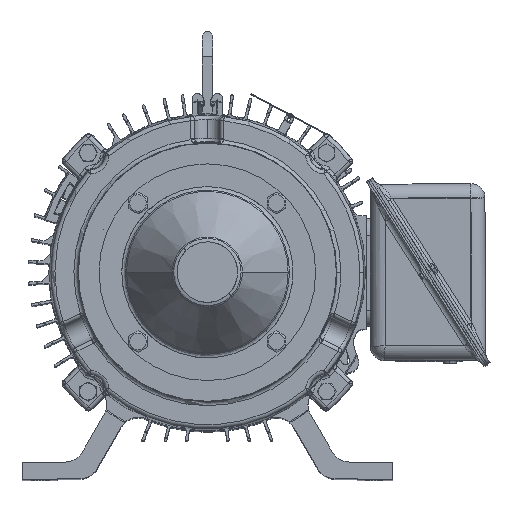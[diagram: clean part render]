
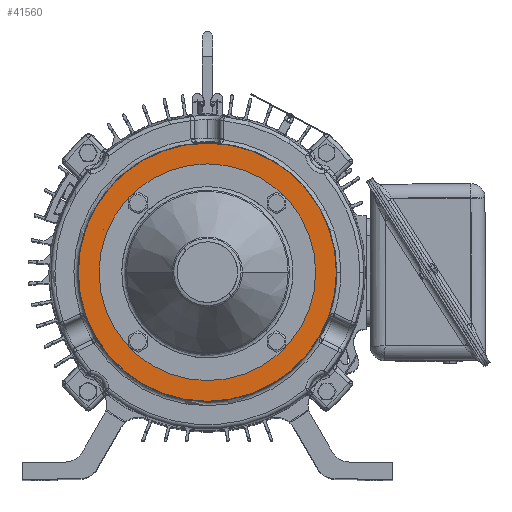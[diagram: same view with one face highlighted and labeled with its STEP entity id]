
A CAD part, top view. The second image highlights one B-rep face of the part: STEP entity #41560.
In plain terms, the highlighted planar face has unit normal (0, 0, 1).
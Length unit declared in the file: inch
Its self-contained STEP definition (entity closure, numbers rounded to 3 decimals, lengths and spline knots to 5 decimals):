
#405 = EDGE_CURVE ( 'NONE', #143445, #137758, #43673, .T. ) ;
#795 = VERTEX_POINT ( 'NONE', #76595 ) ;
#1098 = ORIENTED_EDGE ( 'NONE', *, *, #116431, .F. ) ;
#1332 = CIRCLE ( 'NONE', #40781, 0.156 ) ;
#2465 = EDGE_CURVE ( 'NONE', #137758, #143445, #25631, .T. ) ;
#7183 = CARTESIAN_POINT ( 'NONE',  ( -2.24925, 0., -1.7433 ) ) ;
#7688 = ORIENTED_EDGE ( 'NONE', *, *, #40243, .F. ) ;
#9032 = AXIS2_PLACEMENT_3D ( 'NONE', #92917, #74016, #137213 ) ;
#9589 = VERTEX_POINT ( 'NONE', #85167 ) ;
#10432 = VERTEX_POINT ( 'NONE', #89390 ) ;
#10808 = VERTEX_POINT ( 'NONE', #138166 ) ;
#12388 = DIRECTION ( 'NONE',  ( 0., 0., 1. ) ) ;
#13120 = CARTESIAN_POINT ( 'NONE',  ( -2.23313, -2.07713, -1.7433 ) ) ;
#15408 = CARTESIAN_POINT ( 'NONE',  ( 2.23313, -2.07713, -1.7433 ) ) ;
#17662 = VERTEX_POINT ( 'NONE', #137622 ) ;
#18670 = EDGE_CURVE ( 'NONE', #110406, #10808, #75049, .T. ) ;
#21087 = CARTESIAN_POINT ( 'NONE',  ( 2.07713, -2.07713, -1.7433 ) ) ;
#21142 = DIRECTION ( 'NONE',  ( 0., 0., 1. ) ) ;
#21555 = AXIS2_PLACEMENT_3D ( 'NONE', #120695, #21142, #96051 ) ;
#21947 = DIRECTION ( 'NONE',  ( 0., 0., 1. ) ) ;
#22350 = EDGE_CURVE ( 'NONE', #10432, #82236, #59186, .T. ) ;
#22998 = EDGE_LOOP ( 'NONE', ( #26655, #94880 ) ) ;
#25631 = CIRCLE ( 'NONE', #90603, 0.156 ) ;
#26408 = ORIENTED_EDGE ( 'NONE', *, *, #22350, .F. ) ;
#26655 = ORIENTED_EDGE ( 'NONE', *, *, #67210, .F. ) ;
#29628 = FACE_BOUND ( 'NONE', #76928, .T. ) ;
#31590 = DIRECTION ( 'NONE',  ( 0., 0., 1. ) ) ;
#34411 = AXIS2_PLACEMENT_3D ( 'NONE', #142300, #131415, #52248 ) ;
#36950 = CARTESIAN_POINT ( 'NONE',  ( 2.07713, 2.07713, -1.7433 ) ) ;
#38772 = EDGE_LOOP ( 'NONE', ( #113768, #130670 ) ) ;
#39839 = FACE_BOUND ( 'NONE', #22998, .T. ) ;
#40243 = EDGE_CURVE ( 'NONE', #106508, #795, #78528, .T. ) ;
#40781 = AXIS2_PLACEMENT_3D ( 'NONE', #135154, #12388, #57462 ) ;
#41405 = CARTESIAN_POINT ( 'NONE',  ( -2.23313, 2.07713, -1.7433 ) ) ;
#41560 = ADVANCED_FACE ( 'NONE', ( #29628, #139367, #129176, #39839, #103795, #84200 ), #128481, .F. ) ;
#43061 = DIRECTION ( 'NONE',  ( 1., 0., 0. ) ) ;
#43673 = CIRCLE ( 'NONE', #55189, 0.156 ) ;
#48746 = DIRECTION ( 'NONE',  ( 0., 0., 1. ) ) ;
#51167 = DIRECTION ( 'NONE',  ( 0., 0., -1. ) ) ;
#52185 = ORIENTED_EDGE ( 'NONE', *, *, #405, .F. ) ;
#52248 = DIRECTION ( 'NONE',  ( 0., -1., 0. ) ) ;
#52406 = AXIS2_PLACEMENT_3D ( 'NONE', #95543, #31590, #74514 ) ;
#52499 = DIRECTION ( 'NONE',  ( 0., 0., 1. ) ) ;
#53413 = DIRECTION ( 'NONE',  ( 0., 0., 1. ) ) ;
#53940 = CARTESIAN_POINT ( 'NONE',  ( 2.07713, -2.07713, -1.7433 ) ) ;
#55189 = AXIS2_PLACEMENT_3D ( 'NONE', #21087, #98838, #79954 ) ;
#56069 = EDGE_LOOP ( 'NONE', ( #52185, #73842 ) ) ;
#57462 = DIRECTION ( 'NONE',  ( 1., 0., 0. ) ) ;
#59186 = CIRCLE ( 'NONE', #110202, 0.156 ) ;
#60680 = DIRECTION ( 'NONE',  ( 0., -1., 0. ) ) ;
#67210 = EDGE_CURVE ( 'NONE', #17662, #132400, #84284, .T. ) ;
#69320 = AXIS2_PLACEMENT_3D ( 'NONE', #129328, #48746, #71347 ) ;
#70802 = EDGE_CURVE ( 'NONE', #113861, #9589, #117871, .T. ) ;
#71347 = DIRECTION ( 'NONE',  ( 1., 0., 0. ) ) ;
#71492 = EDGE_CURVE ( 'NONE', #9589, #113861, #74062, .T. ) ;
#72595 = CARTESIAN_POINT ( 'NONE',  ( 2.07713, 2.07713, -1.7433 ) ) ;
#73842 = ORIENTED_EDGE ( 'NONE', *, *, #2465, .F. ) ;
#74016 = DIRECTION ( 'NONE',  ( 0., 0., -1. ) ) ;
#74062 = CIRCLE ( 'NONE', #136555, 0.156 ) ;
#74514 = DIRECTION ( 'NONE',  ( 1., 0., 0. ) ) ;
#75049 = CIRCLE ( 'NONE', #21555, 0.156 ) ;
#75186 = CIRCLE ( 'NONE', #93694, 3.87113 ) ;
#76595 = CARTESIAN_POINT ( 'NONE',  ( 0., -3.87113, -1.7433 ) ) ;
#76928 = EDGE_LOOP ( 'NONE', ( #89405, #26408 ) ) ;
#77246 = DIRECTION ( 'NONE',  ( 1., 0., 0. ) ) ;
#78528 = CIRCLE ( 'NONE', #34411, 3.87113 ) ;
#78658 = CARTESIAN_POINT ( 'NONE',  ( -2.07713, -2.07713, -1.7433 ) ) ;
#79954 = DIRECTION ( 'NONE',  ( 1., 0., 0. ) ) ;
#82011 = DIRECTION ( 'NONE',  ( 0., 0., 1. ) ) ;
#82236 = VERTEX_POINT ( 'NONE', #92654 ) ;
#83508 = EDGE_CURVE ( 'NONE', #132400, #17662, #115042, .T. ) ;
#84200 = FACE_BOUND ( 'NONE', #99230, .T. ) ;
#84284 = CIRCLE ( 'NONE', #142197, 2.24925 ) ;
#85167 = CARTESIAN_POINT ( 'NONE',  ( -1.92113, -2.07713, -1.7433 ) ) ;
#89390 = CARTESIAN_POINT ( 'NONE',  ( 1.92113, 2.07713, -1.7433 ) ) ;
#89405 = ORIENTED_EDGE ( 'NONE', *, *, #110802, .F. ) ;
#90505 = AXIS2_PLACEMENT_3D ( 'NONE', #36950, #82011, #94298 ) ;
#90603 = AXIS2_PLACEMENT_3D ( 'NONE', #53940, #52499, #77246 ) ;
#92654 = CARTESIAN_POINT ( 'NONE',  ( 2.23313, 2.07713, -1.7433 ) ) ;
#92917 = CARTESIAN_POINT ( 'NONE',  ( 0., 4.5734, -1.7433 ) ) ;
#93406 = CARTESIAN_POINT ( 'NONE',  ( 0., 3.87113, -1.7433 ) ) ;
#93444 = EDGE_LOOP ( 'NONE', ( #1098, #7688 ) ) ;
#93694 = AXIS2_PLACEMENT_3D ( 'NONE', #115868, #51167, #60680 ) ;
#94298 = DIRECTION ( 'NONE',  ( 1., 0., 0. ) ) ;
#94880 = ORIENTED_EDGE ( 'NONE', *, *, #83508, .F. ) ;
#95543 = CARTESIAN_POINT ( 'NONE',  ( 0., 0., -1.7433 ) ) ;
#96051 = DIRECTION ( 'NONE',  ( 1., 0., 0. ) ) ;
#98838 = DIRECTION ( 'NONE',  ( 0., 0., 1. ) ) ;
#98945 = ORIENTED_EDGE ( 'NONE', *, *, #71492, .F. ) ;
#99230 = EDGE_LOOP ( 'NONE', ( #98945, #135011 ) ) ;
#103795 = FACE_OUTER_BOUND ( 'NONE', #93444, .T. ) ;
#106508 = VERTEX_POINT ( 'NONE', #93406 ) ;
#109036 = CIRCLE ( 'NONE', #90505, 0.156 ) ;
#110202 = AXIS2_PLACEMENT_3D ( 'NONE', #72595, #53413, #117543 ) ;
#110406 = VERTEX_POINT ( 'NONE', #41405 ) ;
#110802 = EDGE_CURVE ( 'NONE', #82236, #10432, #109036, .T. ) ;
#113768 = ORIENTED_EDGE ( 'NONE', *, *, #134972, .F. ) ;
#113861 = VERTEX_POINT ( 'NONE', #13120 ) ;
#114593 = CARTESIAN_POINT ( 'NONE',  ( 0., 0., -1.7433 ) ) ;
#115042 = CIRCLE ( 'NONE', #52406, 2.24925 ) ;
#115536 = CARTESIAN_POINT ( 'NONE',  ( 1.92113, -2.07713, -1.7433 ) ) ;
#115868 = CARTESIAN_POINT ( 'NONE',  ( 0., 0., -1.7433 ) ) ;
#116431 = EDGE_CURVE ( 'NONE', #795, #106508, #75186, .T. ) ;
#117543 = DIRECTION ( 'NONE',  ( 1., 0., 0. ) ) ;
#117871 = CIRCLE ( 'NONE', #69320, 0.156 ) ;
#120695 = CARTESIAN_POINT ( 'NONE',  ( -2.07713, 2.07713, -1.7433 ) ) ;
#128481 = PLANE ( 'NONE',  #9032 ) ;
#129176 = FACE_BOUND ( 'NONE', #38772, .T. ) ;
#129328 = CARTESIAN_POINT ( 'NONE',  ( -2.07713, -2.07713, -1.7433 ) ) ;
#130670 = ORIENTED_EDGE ( 'NONE', *, *, #18670, .F. ) ;
#131415 = DIRECTION ( 'NONE',  ( 0., 0., -1. ) ) ;
#132400 = VERTEX_POINT ( 'NONE', #7183 ) ;
#133524 = DIRECTION ( 'NONE',  ( 0., 0., 1. ) ) ;
#134946 = DIRECTION ( 'NONE',  ( 1., 0., 0. ) ) ;
#134972 = EDGE_CURVE ( 'NONE', #10808, #110406, #1332, .T. ) ;
#135011 = ORIENTED_EDGE ( 'NONE', *, *, #70802, .F. ) ;
#135154 = CARTESIAN_POINT ( 'NONE',  ( -2.07713, 2.07713, -1.7433 ) ) ;
#136555 = AXIS2_PLACEMENT_3D ( 'NONE', #78658, #21947, #43061 ) ;
#137213 = DIRECTION ( 'NONE',  ( -1., 0., 0. ) ) ;
#137622 = CARTESIAN_POINT ( 'NONE',  ( 2.24925, 0., -1.7433 ) ) ;
#137758 = VERTEX_POINT ( 'NONE', #115536 ) ;
#138166 = CARTESIAN_POINT ( 'NONE',  ( -1.92113, 2.07713, -1.7433 ) ) ;
#139367 = FACE_BOUND ( 'NONE', #56069, .T. ) ;
#142197 = AXIS2_PLACEMENT_3D ( 'NONE', #114593, #133524, #134946 ) ;
#142300 = CARTESIAN_POINT ( 'NONE',  ( 0., 0., -1.7433 ) ) ;
#143445 = VERTEX_POINT ( 'NONE', #15408 ) ;
